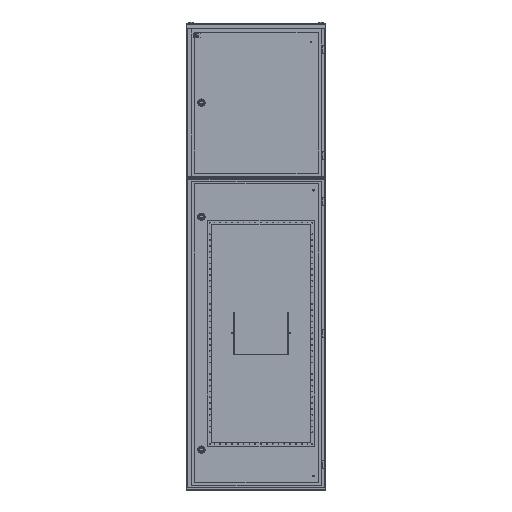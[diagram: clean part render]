
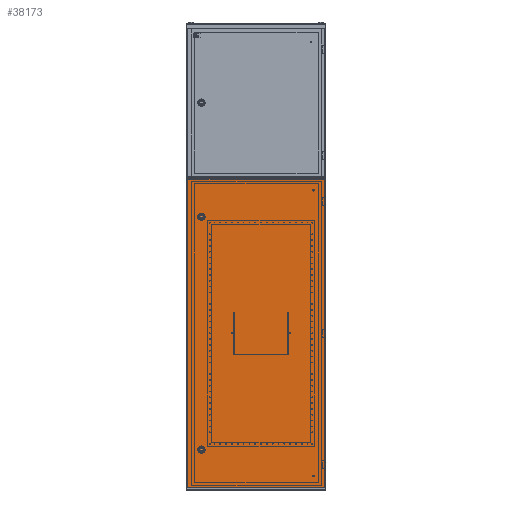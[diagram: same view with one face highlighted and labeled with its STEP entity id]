
A CAD part, top view. The second image highlights one B-rep face of the part: STEP entity #38173.
In plain terms, the highlighted planar face has unit normal (0, 0, 1).
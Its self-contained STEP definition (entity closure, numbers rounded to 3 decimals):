
#167 = ORIENTED_EDGE ( 'NONE', *, *, #33314, .T. ) ;
#178 = CIRCLE ( 'NONE', #10497, 1.5 ) ;
#466 = ORIENTED_EDGE ( 'NONE', *, *, #29114, .T. ) ;
#521 = VERTEX_POINT ( 'NONE', #60406 ) ;
#2323 = CARTESIAN_POINT ( 'NONE',  ( 61.5, 500., 0. ) ) ;
#2990 = CIRCLE ( 'NONE', #59628, 1.5 ) ;
#8025 = EDGE_LOOP ( 'NONE', ( #80055, #50252 ) ) ;
#9147 = DIRECTION ( 'NONE',  ( 0., 1., 0. ) ) ;
#9368 = EDGE_CURVE ( 'NONE', #41856, #73550, #178, .T. ) ;
#10497 = AXIS2_PLACEMENT_3D ( 'NONE', #84121, #22842, #101328 ) ;
#10917 = EDGE_CURVE ( 'NONE', #105254, #521, #58394, .T. ) ;
#13030 = AXIS2_PLACEMENT_3D ( 'NONE', #33759, #66932, #42122 ) ;
#13511 = CIRCLE ( 'NONE', #74558, 1.5 ) ;
#16718 = VERTEX_POINT ( 'NONE', #72883 ) ;
#17546 = CARTESIAN_POINT ( 'NONE',  ( 590.5, 663.5, 0. ) ) ;
#18041 = DIRECTION ( 'NONE',  ( 1., 0., 0. ) ) ;
#22842 = DIRECTION ( 'NONE',  ( 0., 0., 1. ) ) ;
#22949 = CARTESIAN_POINT ( 'NONE',  ( 0., 663.5, 0. ) ) ;
#25183 = EDGE_CURVE ( 'NONE', #105860, #79940, #107927, .T. ) ;
#27194 = DIRECTION ( 'NONE',  ( 0., 0., 1. ) ) ;
#29114 = EDGE_CURVE ( 'NONE', #79940, #105254, #65153, .T. ) ;
#33314 = EDGE_CURVE ( 'NONE', #521, #105860, #102012, .T. ) ;
#33759 = CARTESIAN_POINT ( 'NONE',  ( 0., 0., 0. ) ) ;
#34332 = DIRECTION ( 'NONE',  ( -1., 0., 0. ) ) ;
#35243 = VECTOR ( 'NONE', #46677, 1000. ) ;
#37139 = CARTESIAN_POINT ( 'NONE',  ( 58.5, -500., 0. ) ) ;
#37910 = CARTESIAN_POINT ( 'NONE',  ( 60., 500., 0. ) ) ;
#38173 = ADVANCED_FACE ( 'NONE', ( #53308, #45067, #109144 ), #103143, .T. ) ;
#40060 = DIRECTION ( 'NONE',  ( -1., 0., 0. ) ) ;
#41591 = ORIENTED_EDGE ( 'NONE', *, *, #25183, .T. ) ;
#41856 = VERTEX_POINT ( 'NONE', #37139 ) ;
#42122 = DIRECTION ( 'NONE',  ( 1., 0., 0. ) ) ;
#42935 = CARTESIAN_POINT ( 'NONE',  ( 590.5, 663.5, 0. ) ) ;
#45067 = FACE_BOUND ( 'NONE', #83839, .T. ) ;
#45075 = ORIENTED_EDGE ( 'NONE', *, *, #63819, .F. ) ;
#46007 = VERTEX_POINT ( 'NONE', #2323 ) ;
#46677 = DIRECTION ( 'NONE',  ( 1., 0., 0. ) ) ;
#47745 = DIRECTION ( 'NONE',  ( 1., 0., 0. ) ) ;
#50252 = ORIENTED_EDGE ( 'NONE', *, *, #9368, .F. ) ;
#53308 = FACE_BOUND ( 'NONE', #8025, .T. ) ;
#54416 = EDGE_LOOP ( 'NONE', ( #466, #83447, #167, #41591 ) ) ;
#56935 = VECTOR ( 'NONE', #64896, 1000. ) ;
#58298 = CARTESIAN_POINT ( 'NONE',  ( 0., -663.5, 0. ) ) ;
#58394 = LINE ( 'NONE', #99260, #35243 ) ;
#59572 = EDGE_CURVE ( 'NONE', #73550, #41856, #13511, .T. ) ;
#59628 = AXIS2_PLACEMENT_3D ( 'NONE', #70965, #27194, #18041 ) ;
#60406 = CARTESIAN_POINT ( 'NONE',  ( 590.5, -663.5, 0. ) ) ;
#62394 = CARTESIAN_POINT ( 'NONE',  ( 61.5, -500., 0. ) ) ;
#63819 = EDGE_CURVE ( 'NONE', #16718, #46007, #2990, .T. ) ;
#64896 = DIRECTION ( 'NONE',  ( 0., -1., 0. ) ) ;
#65153 = LINE ( 'NONE', #22949, #56935 ) ;
#66932 = DIRECTION ( 'NONE',  ( 0., 0., 1. ) ) ;
#68635 = DIRECTION ( 'NONE',  ( 0., 0., 1. ) ) ;
#70965 = CARTESIAN_POINT ( 'NONE',  ( 60., 500., 0. ) ) ;
#72883 = CARTESIAN_POINT ( 'NONE',  ( 58.5, 500., 0. ) ) ;
#73550 = VERTEX_POINT ( 'NONE', #62394 ) ;
#74558 = AXIS2_PLACEMENT_3D ( 'NONE', #104065, #68635, #34332 ) ;
#75449 = CARTESIAN_POINT ( 'NONE',  ( 0., 663.5, 0. ) ) ;
#78786 = VECTOR ( 'NONE', #9147, 1000. ) ;
#79940 = VERTEX_POINT ( 'NONE', #90778 ) ;
#80055 = ORIENTED_EDGE ( 'NONE', *, *, #59572, .F. ) ;
#81465 = EDGE_CURVE ( 'NONE', #46007, #16718, #105465, .T. ) ;
#83447 = ORIENTED_EDGE ( 'NONE', *, *, #10917, .T. ) ;
#83839 = EDGE_LOOP ( 'NONE', ( #98732, #45075 ) ) ;
#84121 = CARTESIAN_POINT ( 'NONE',  ( 60., -500., 0. ) ) ;
#87284 = AXIS2_PLACEMENT_3D ( 'NONE', #37910, #99966, #47745 ) ;
#87425 = VECTOR ( 'NONE', #40060, 1000. ) ;
#90778 = CARTESIAN_POINT ( 'NONE',  ( 0., 663.5, 0. ) ) ;
#98732 = ORIENTED_EDGE ( 'NONE', *, *, #81465, .F. ) ;
#99260 = CARTESIAN_POINT ( 'NONE',  ( 0., -663.5, 0. ) ) ;
#99966 = DIRECTION ( 'NONE',  ( 0., 0., 1. ) ) ;
#101328 = DIRECTION ( 'NONE',  ( -1., 0., 0. ) ) ;
#102012 = LINE ( 'NONE', #17546, #78786 ) ;
#103143 = PLANE ( 'NONE',  #13030 ) ;
#104065 = CARTESIAN_POINT ( 'NONE',  ( 60., -500., 0. ) ) ;
#105254 = VERTEX_POINT ( 'NONE', #58298 ) ;
#105465 = CIRCLE ( 'NONE', #87284, 1.5 ) ;
#105860 = VERTEX_POINT ( 'NONE', #42935 ) ;
#107927 = LINE ( 'NONE', #75449, #87425 ) ;
#109144 = FACE_OUTER_BOUND ( 'NONE', #54416, .T. ) ;
